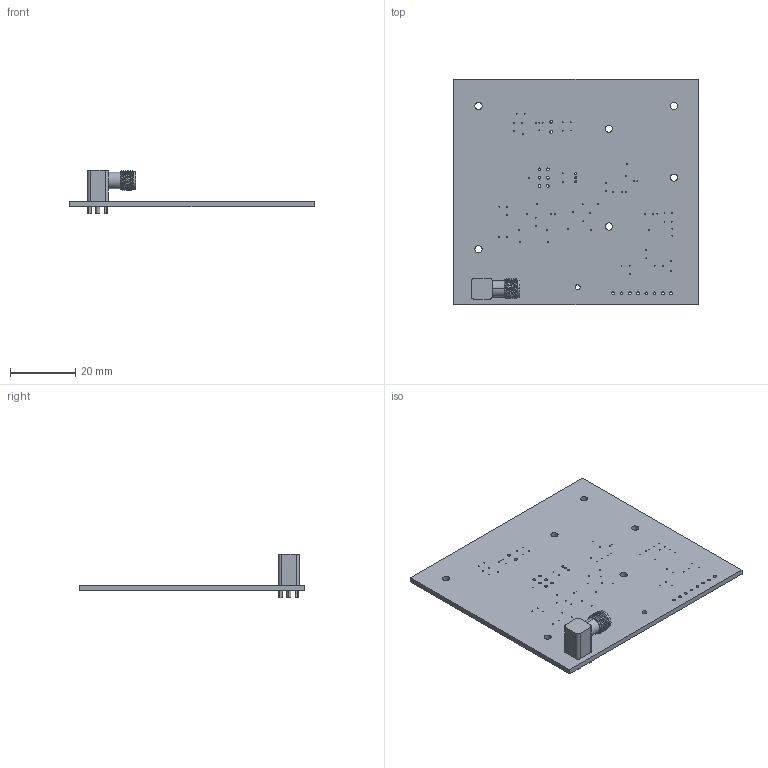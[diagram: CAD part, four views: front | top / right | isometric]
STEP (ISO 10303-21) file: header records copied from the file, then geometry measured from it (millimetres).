
FILE_DESCRIPTION(('KiCad electronic assembly'),'2;1');
FILE_NAME('Muons_SIPM.step','2023-04-17T09:31:38',('Pcbnew'),('Kicad'), 'Open CASCADE STEP processor 7.6','KiCad to STEP converter','Unknown' );
FILE_SCHEMA(('AUTOMOTIVE_DESIGN { 1 0 10303 214 1 1 1 1 }'));
Length unit declared in the file: millimetre
Products named in the file (4): Muons_SIPM 1; 221790-1; SOLID; PCB
Assembly tree (3 placements, depth 3):
  Muons_SIPM 1
    221790-1
      SOLID
    PCB
Bounding box: 75 x 69.16 x 13.46 mm (x, y, z)
Volume: 8682.2 mm3; surface area: 11637.1 mm2
Topology: 2 solids, 2 shells, 182 faces, 507 edges, 336 vertices
Faces by surface type: cylinder 128, plane 42, cone 6, bspline 6
Full cylindrical faces by diameter (mm): 0.3 x67, 0.6 x3, 0.85 x16, 1.2 x5, 1.5 x1, 2.2 x6
Entity records: 22743 total; most frequent: CARTESIAN_POINT 12678, DIRECTION 1792, ORIENTED_EDGE 1014, PCURVE 1014, DEFINITIONAL_REPRESENTATION 1014, LINE 889, VECTOR 889, EDGE_CURVE 507
